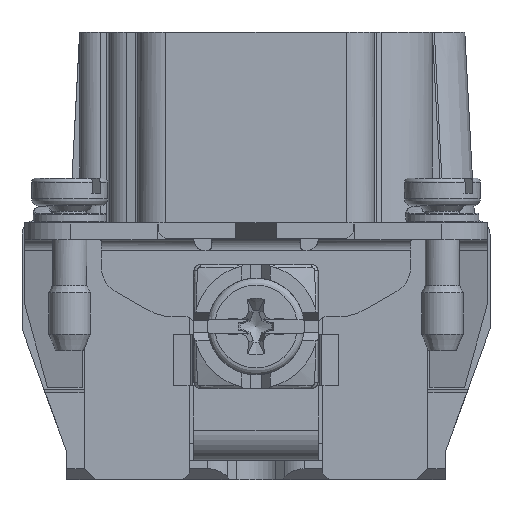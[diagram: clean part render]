
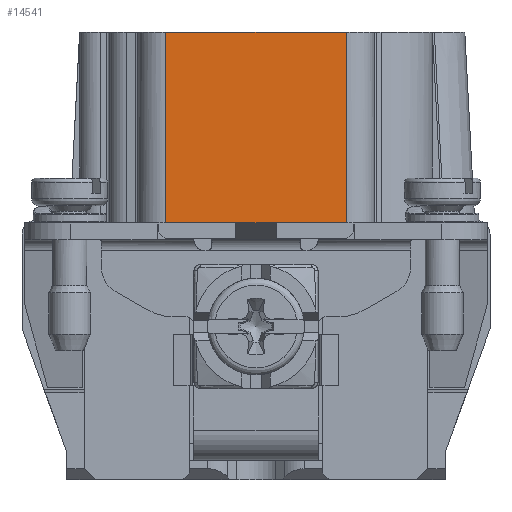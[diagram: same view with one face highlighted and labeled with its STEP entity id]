
A CAD part, left-side view. The second image highlights one B-rep face of the part: STEP entity #14541.
In plain terms, the highlighted planar face has unit normal (-1, 0, 0).
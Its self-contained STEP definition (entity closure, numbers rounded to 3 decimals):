
#12897=FACE_OUTER_BOUND('',#18170,.T.);
#14541=ADVANCED_FACE('',(#12897),#16414,.T.);
#16414=PLANE('',#49233);
#18170=EDGE_LOOP('',(#21727,#21728,#21729,#21730));
#21727=ORIENTED_EDGE('',*,*,#33966,.T.);
#21728=ORIENTED_EDGE('',*,*,#34863,.T.);
#21729=ORIENTED_EDGE('',*,*,#34683,.F.);
#21730=ORIENTED_EDGE('',*,*,#34864,.T.);
#30554=VERTEX_POINT('',#60792);
#30573=VERTEX_POINT('',#60829);
#31121=VERTEX_POINT('',#62319);
#31122=VERTEX_POINT('',#62321);
#33966=EDGE_CURVE('',#30554,#30573,#41223,.T.);
#34683=EDGE_CURVE('',#31121,#31122,#41833,.T.);
#34863=EDGE_CURVE('',#30573,#31122,#41983,.T.);
#34864=EDGE_CURVE('',#31121,#30554,#41984,.T.);
#41223=LINE('',#60830,#44059);
#41833=LINE('',#62320,#44669);
#41983=LINE('',#62701,#44819);
#41984=LINE('',#62702,#44820);
#44059=VECTOR('',#51808,1.);
#44669=VECTOR('',#52912,1.);
#44819=VECTOR('',#53272,1.);
#44820=VECTOR('',#53273,1.);
#49233=AXIS2_PLACEMENT_3D('',#62703,#53274,#53275);
#51808=DIRECTION('',(0.,-1.,0.));
#52912=DIRECTION('',(0.,-1.,0.));
#53272=DIRECTION('',(0.,0.,1.));
#53273=DIRECTION('',(0.,0.,-1.));
#53274=DIRECTION('',(-1.,0.,0.));
#53275=DIRECTION('',(0.,0.,-1.));
#60792=CARTESIAN_POINT('',(-25.425,6.55,1.2));
#60829=CARTESIAN_POINT('',(-25.425,-6.55,1.2));
#60830=CARTESIAN_POINT('',(-25.425,8.55,1.2));
#62319=CARTESIAN_POINT('',(-25.425,6.55,15.));
#62320=CARTESIAN_POINT('',(-25.425,8.55,15.));
#62321=CARTESIAN_POINT('',(-25.425,-6.55,15.));
#62701=CARTESIAN_POINT('',(-25.425,-6.55,15.));
#62702=CARTESIAN_POINT('',(-25.425,6.55,15.));
#62703=CARTESIAN_POINT('',(-25.425,8.55,15.));
